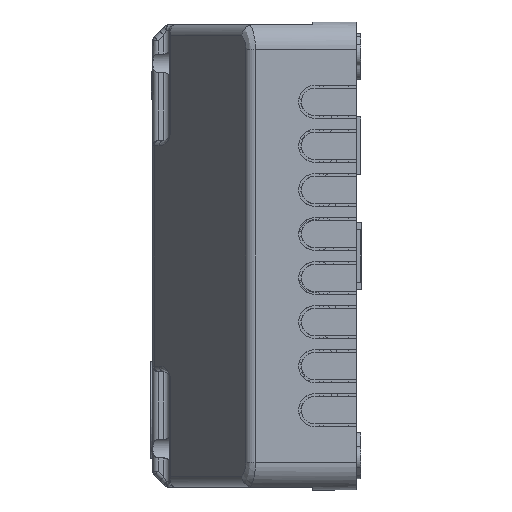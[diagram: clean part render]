
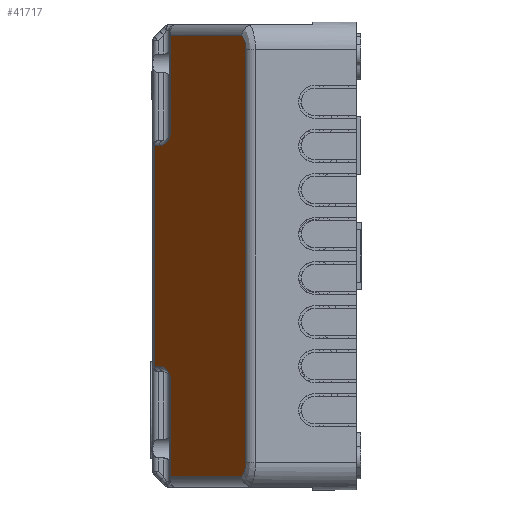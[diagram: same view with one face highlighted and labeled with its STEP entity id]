
A CAD part, left-side view. The second image highlights one B-rep face of the part: STEP entity #41717.
In plain terms, the highlighted planar face has unit normal (-0.504, 0.864, 0).
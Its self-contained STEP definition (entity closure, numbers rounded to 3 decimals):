
#198 = CARTESIAN_POINT ( 'NONE',  ( -84.412, 69.384, 40. ) ) ;
#521 = CARTESIAN_POINT ( 'NONE',  ( -134.515, 40.158, 77.054 ) ) ;
#805 = ORIENTED_EDGE ( 'NONE', *, *, #30624, .T. ) ;
#990 = ORIENTED_EDGE ( 'NONE', *, *, #35699, .T. ) ;
#1128 = DIRECTION ( 'NONE',  ( 0., 0., 1. ) ) ;
#1603 = CARTESIAN_POINT ( 'NONE',  ( -77.434, 73.455, -40. ) ) ;
#1871 = VERTEX_POINT ( 'NONE', #28232 ) ;
#1961 = DIRECTION ( 'NONE',  ( 0., 0., -1. ) ) ;
#2831 = VECTOR ( 'NONE', #39662, 1000. ) ;
#4455 = CARTESIAN_POINT ( 'NONE',  ( -136.5, 39., -80. ) ) ;
#4705 = FACE_OUTER_BOUND ( 'NONE', #36627, .T. ) ;
#4725 = DIRECTION ( 'NONE',  ( 0.504, -0.864, 0. ) ) ;
#5773 = EDGE_CURVE ( 'NONE', #9706, #1871, #24161, .T. ) ;
#5937 = DIRECTION ( 'NONE',  ( 0.864, 0.504, 0. ) ) ;
#6047 = CARTESIAN_POINT ( 'NONE',  ( -87.253, 67.728, -44. ) ) ;
#7205 =( BOUNDED_CURVE ( )  B_SPLINE_CURVE ( 3, ( #39382, #521, #29750, #16840 ),
 .UNSPECIFIED., .F., .F. ) 
 B_SPLINE_CURVE_WITH_KNOTS ( ( 4, 4 ),
 ( 0., 0.985 ),
 .UNSPECIFIED. ) 
 CURVE ( )  GEOMETRIC_REPRESENTATION_ITEM ( )  RATIONAL_B_SPLINE_CURVE ( ( 1., 0.921, 0.921, 1. ) ) 
 REPRESENTATION_ITEM ( '' )  );
#7610 = EDGE_CURVE ( 'NONE', #33644, #12733, #7205, .T. ) ;
#7666 = CARTESIAN_POINT ( 'NONE',  ( -134.515, 40.158, -75. ) ) ;
#7690 = CARTESIAN_POINT ( 'NONE',  ( -136.5, 39., -85. ) ) ;
#7705 = CARTESIAN_POINT ( 'NONE',  ( -136.5, 39., 40. ) ) ;
#8582 = VECTOR ( 'NONE', #1961, 1000. ) ;
#8720 = ORIENTED_EDGE ( 'NONE', *, *, #40226, .T. ) ;
#9089 = ORIENTED_EDGE ( 'NONE', *, *, #38959, .T. ) ;
#9563 = CARTESIAN_POINT ( 'NONE',  ( -80.396, 71.728, -40. ) ) ;
#9706 = VERTEX_POINT ( 'NONE', #20135 ) ;
#9836 = CARTESIAN_POINT ( 'NONE',  ( -87.253, 67.728, 44. ) ) ;
#10116 = DIRECTION ( 'NONE',  ( 0., 0., -1. ) ) ;
#10369 = EDGE_CURVE ( 'NONE', #37169, #33513, #24690, .T. ) ;
#10816 = EDGE_CURVE ( 'NONE', #33513, #33644, #13624, .T. ) ;
#11391 = VECTOR ( 'NONE', #16956, 1000. ) ;
#12162 = CARTESIAN_POINT ( 'NONE',  ( -134.515, 40.158, 75. ) ) ;
#12248 = VERTEX_POINT ( 'NONE', #24143 ) ;
#12733 = VERTEX_POINT ( 'NONE', #20704 ) ;
#12888 = AXIS2_PLACEMENT_3D ( 'NONE', #7690, #4725, #36949 ) ;
#13360 = CARTESIAN_POINT ( 'NONE',  ( -87.253, 67.728, 41.657 ) ) ;
#13624 = LINE ( 'NONE', #13861, #27887 ) ;
#13861 = CARTESIAN_POINT ( 'NONE',  ( -134.515, 40.158, -85. ) ) ;
#14571 = LINE ( 'NONE', #23354, #40475 ) ;
#15289 = CARTESIAN_POINT ( 'NONE',  ( -87.253, 67.728, -80. ) ) ;
#15569 = CARTESIAN_POINT ( 'NONE',  ( -87.253, 67.728, -41.657 ) ) ;
#16840 = CARTESIAN_POINT ( 'NONE',  ( -131.832, 41.723, 80. ) ) ;
#16956 = DIRECTION ( 'NONE',  ( -0.864, -0.504, 0. ) ) ;
#16973 = LINE ( 'NONE', #41712, #33209 ) ;
#17491 = CARTESIAN_POINT ( 'NONE',  ( -133.544, 40.724, -78.864 ) ) ;
#17732 = VERTEX_POINT ( 'NONE', #9563 ) ;
#19065 = VERTEX_POINT ( 'NONE', #1603 ) ;
#19524 = CARTESIAN_POINT ( 'NONE',  ( -134.515, 40.158, -75. ) ) ;
#19580 = ORIENTED_EDGE ( 'NONE', *, *, #28805, .T. ) ;
#20128 = CARTESIAN_POINT ( 'NONE',  ( -77.434, 73.455, -85. ) ) ;
#20135 = CARTESIAN_POINT ( 'NONE',  ( -87.253, 67.728, 44. ) ) ;
#20661 = PLANE ( 'NONE',  #12888 ) ;
#20704 = CARTESIAN_POINT ( 'NONE',  ( -131.832, 41.723, 80. ) ) ;
#20970 = CARTESIAN_POINT ( 'NONE',  ( -131.832, 41.723, -80. ) ) ;
#21132 = LINE ( 'NONE', #7705, #2831 ) ;
#22171 = VECTOR ( 'NONE', #10116, 1000. ) ;
#23354 = CARTESIAN_POINT ( 'NONE',  ( -136.5, 39., -40. ) ) ;
#23638 = DIRECTION ( 'NONE',  ( -0.864, -0.504, 0. ) ) ;
#23659 = CARTESIAN_POINT ( 'NONE',  ( -87.253, 67.728, -80. ) ) ;
#23933 = ORIENTED_EDGE ( 'NONE', *, *, #5773, .T. ) ;
#24105 = CARTESIAN_POINT ( 'NONE',  ( -87.253, 67.728, -44. ) ) ;
#24143 = CARTESIAN_POINT ( 'NONE',  ( -77.434, 73.455, 40. ) ) ;
#24161 =( BOUNDED_CURVE ( )  B_SPLINE_CURVE ( 3, ( #9836, #13360, #198, #26340 ),
 .UNSPECIFIED., .F., .F. ) 
 B_SPLINE_CURVE_WITH_KNOTS ( ( 4, 4 ),
 ( 3.142, 4.712 ),
 .UNSPECIFIED. ) 
 CURVE ( )  GEOMETRIC_REPRESENTATION_ITEM ( )  RATIONAL_B_SPLINE_CURVE ( ( 1., 0.805, 0.805, 1. ) ) 
 REPRESENTATION_ITEM ( '' )  );
#24690 =( BOUNDED_CURVE ( )  B_SPLINE_CURVE ( 3, ( #36524, #17491, #40167, #7666 ),
 .UNSPECIFIED., .F., .F. ) 
 B_SPLINE_CURVE_WITH_KNOTS ( ( 4, 4 ),
 ( 5.298, 6.283 ),
 .UNSPECIFIED. ) 
 CURVE ( )  GEOMETRIC_REPRESENTATION_ITEM ( )  RATIONAL_B_SPLINE_CURVE ( ( 1., 0.921, 0.921, 1. ) ) 
 REPRESENTATION_ITEM ( '' )  );
#26340 = CARTESIAN_POINT ( 'NONE',  ( -80.396, 71.728, 40. ) ) ;
#27691 = EDGE_CURVE ( 'NONE', #19065, #17732, #14571, .T. ) ;
#27887 = VECTOR ( 'NONE', #1128, 1000. ) ;
#28232 = CARTESIAN_POINT ( 'NONE',  ( -80.396, 71.728, 40. ) ) ;
#28414 = LINE ( 'NONE', #15289, #8582 ) ;
#28451 = ORIENTED_EDGE ( 'NONE', *, *, #27691, .T. ) ;
#28805 = EDGE_CURVE ( 'NONE', #41634, #37169, #29743, .T. ) ;
#28838 = EDGE_CURVE ( 'NONE', #1871, #12248, #21132, .T. ) ;
#29195 = LINE ( 'NONE', #31185, #37839 ) ;
#29743 = LINE ( 'NONE', #4455, #11391 ) ;
#29750 = CARTESIAN_POINT ( 'NONE',  ( -133.544, 40.724, 78.864 ) ) ;
#29941 = ORIENTED_EDGE ( 'NONE', *, *, #28838, .T. ) ;
#30624 = EDGE_CURVE ( 'NONE', #12733, #35173, #16973, .T. ) ;
#30853 =( BOUNDED_CURVE ( )  B_SPLINE_CURVE ( 3, ( #31901, #41258, #15569, #6047 ),
 .UNSPECIFIED., .F., .F. ) 
 B_SPLINE_CURVE_WITH_KNOTS ( ( 4, 4 ),
 ( 1.571, 3.142 ),
 .UNSPECIFIED. ) 
 CURVE ( )  GEOMETRIC_REPRESENTATION_ITEM ( )  RATIONAL_B_SPLINE_CURVE ( ( 1., 0.805, 0.805, 1. ) ) 
 REPRESENTATION_ITEM ( '' )  );
#31185 = CARTESIAN_POINT ( 'NONE',  ( -87.253, 67.728, -85. ) ) ;
#31901 = CARTESIAN_POINT ( 'NONE',  ( -80.396, 71.728, -40. ) ) ;
#33209 = VECTOR ( 'NONE', #5937, 1000. ) ;
#33513 = VERTEX_POINT ( 'NONE', #19524 ) ;
#33644 = VERTEX_POINT ( 'NONE', #12162 ) ;
#34433 = CARTESIAN_POINT ( 'NONE',  ( -87.253, 67.728, 80. ) ) ;
#35173 = VERTEX_POINT ( 'NONE', #34433 ) ;
#35699 = EDGE_CURVE ( 'NONE', #17732, #37141, #30853, .T. ) ;
#36524 = CARTESIAN_POINT ( 'NONE',  ( -131.832, 41.723, -80. ) ) ;
#36627 = EDGE_LOOP ( 'NONE', ( #9089, #23933, #29941, #8720, #28451, #990, #40507, #19580, #39150, #38902, #38326, #805 ) ) ;
#36768 = EDGE_CURVE ( 'NONE', #37141, #41634, #28414, .T. ) ;
#36850 = LINE ( 'NONE', #20128, #22171 ) ;
#36949 = DIRECTION ( 'NONE',  ( 0.864, 0.504, 0. ) ) ;
#37141 = VERTEX_POINT ( 'NONE', #24105 ) ;
#37169 = VERTEX_POINT ( 'NONE', #20970 ) ;
#37839 = VECTOR ( 'NONE', #38413, 1000. ) ;
#38326 = ORIENTED_EDGE ( 'NONE', *, *, #7610, .T. ) ;
#38413 = DIRECTION ( 'NONE',  ( 0., 0., -1. ) ) ;
#38902 = ORIENTED_EDGE ( 'NONE', *, *, #10816, .T. ) ;
#38959 = EDGE_CURVE ( 'NONE', #35173, #9706, #29195, .T. ) ;
#39150 = ORIENTED_EDGE ( 'NONE', *, *, #10369, .T. ) ;
#39382 = CARTESIAN_POINT ( 'NONE',  ( -134.515, 40.158, 75. ) ) ;
#39662 = DIRECTION ( 'NONE',  ( 0.864, 0.504, 0. ) ) ;
#40167 = CARTESIAN_POINT ( 'NONE',  ( -134.515, 40.158, -77.054 ) ) ;
#40226 = EDGE_CURVE ( 'NONE', #12248, #19065, #36850, .T. ) ;
#40475 = VECTOR ( 'NONE', #23638, 1000. ) ;
#40507 = ORIENTED_EDGE ( 'NONE', *, *, #36768, .T. ) ;
#41258 = CARTESIAN_POINT ( 'NONE',  ( -84.412, 69.384, -40. ) ) ;
#41634 = VERTEX_POINT ( 'NONE', #23659 ) ;
#41712 = CARTESIAN_POINT ( 'NONE',  ( -136.5, 39., 80. ) ) ;
#41717 = ADVANCED_FACE ( 'NONE', ( #4705 ), #20661, .F. ) ;
